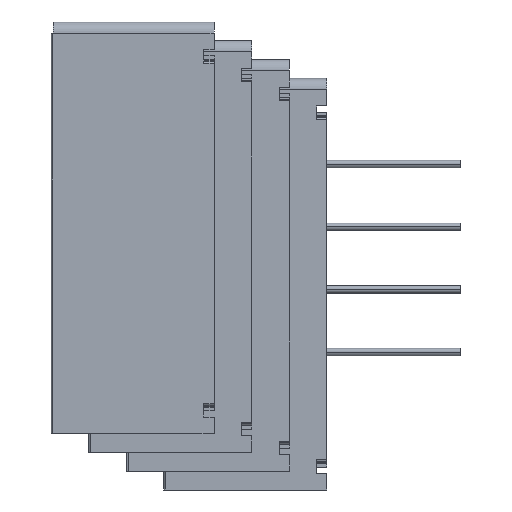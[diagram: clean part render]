
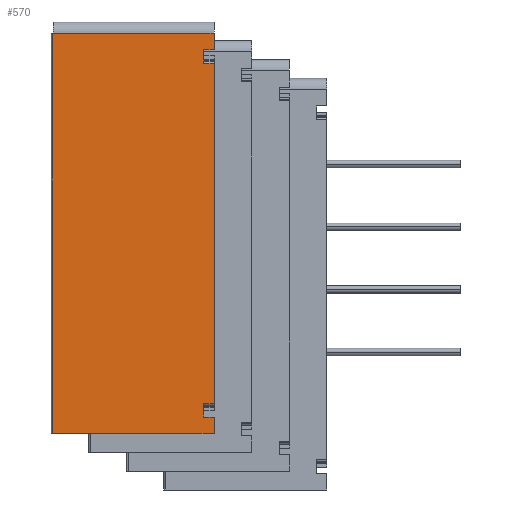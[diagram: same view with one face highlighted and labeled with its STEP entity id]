
A CAD part, left-side view. The second image highlights one B-rep face of the part: STEP entity #570.
In plain terms, the highlighted planar face has unit normal (-1, 0, 0).
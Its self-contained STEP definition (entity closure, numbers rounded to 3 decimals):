
#29 = ORIENTED_EDGE ( 'NONE', *, *, #607, .F. ) ;
#35 = VERTEX_POINT ( 'NONE', #691 ) ;
#111 = EDGE_CURVE ( 'NONE', #35, #393, #1835, .T. ) ;
#121 = CARTESIAN_POINT ( 'NONE',  ( -0.8, 0., -159.8 ) ) ;
#123 = EDGE_CURVE ( 'NONE', #1606, #179, #919, .T. ) ;
#142 = DIRECTION ( 'NONE',  ( 0., 0., 1. ) ) ;
#156 = DIRECTION ( 'NONE',  ( 0., 0., 1. ) ) ;
#172 = LINE ( 'NONE', #1350, #1003 ) ;
#179 = VERTEX_POINT ( 'NONE', #1705 ) ;
#188 = VECTOR ( 'NONE', #986, 1000. ) ;
#198 = LINE ( 'NONE', #1566, #1030 ) ;
#202 = ORIENTED_EDGE ( 'NONE', *, *, #1712, .T. ) ;
#236 = DIRECTION ( 'NONE',  ( 0., 0., -1. ) ) ;
#237 = VERTEX_POINT ( 'NONE', #742 ) ;
#252 = CARTESIAN_POINT ( 'NONE',  ( -0.8, 8., -135.8 ) ) ;
#295 = LINE ( 'NONE', #2030, #351 ) ;
#305 = CARTESIAN_POINT ( 'NONE',  ( -0.8, 128.2, 159.8 ) ) ;
#315 = CARTESIAN_POINT ( 'NONE',  ( -0.8, 128.2, 159.3 ) ) ;
#336 = DIRECTION ( 'NONE',  ( 0., 0., 1. ) ) ;
#350 = DIRECTION ( 'NONE',  ( 0., -1., 0. ) ) ;
#351 = VECTOR ( 'NONE', #842, 1000. ) ;
#376 = FACE_OUTER_BOUND ( 'NONE', #1368, .T. ) ;
#379 = DIRECTION ( 'NONE',  ( 0., 1., 0. ) ) ;
#385 = VECTOR ( 'NONE', #499, 1000. ) ;
#393 = VERTEX_POINT ( 'NONE', #1456 ) ;
#443 = ORIENTED_EDGE ( 'NONE', *, *, #1430, .F. ) ;
#476 = VECTOR ( 'NONE', #1692, 1000. ) ;
#482 = VECTOR ( 'NONE', #236, 1000. ) ;
#490 = ORIENTED_EDGE ( 'NONE', *, *, #1393, .F. ) ;
#492 = DIRECTION ( 'NONE',  ( 0., 0., -1. ) ) ;
#499 = DIRECTION ( 'NONE',  ( 0., 1., 0. ) ) ;
#518 = LINE ( 'NONE', #558, #1523 ) ;
#523 = DIRECTION ( 'NONE',  ( 0., -1., 0. ) ) ;
#528 = CARTESIAN_POINT ( 'NONE',  ( -0.8, 0., 146.6 ) ) ;
#558 = CARTESIAN_POINT ( 'NONE',  ( -0.8, 8., 161. ) ) ;
#570 = ADVANCED_FACE ( 'NONE', ( #376 ), #813, .F. ) ;
#578 = VERTEX_POINT ( 'NONE', #2165 ) ;
#585 = LINE ( 'NONE', #587, #1929 ) ;
#586 = LINE ( 'NONE', #1466, #188 ) ;
#587 = CARTESIAN_POINT ( 'NONE',  ( -0.8, 0., -159.8 ) ) ;
#593 = EDGE_CURVE ( 'NONE', #815, #578, #812, .T. ) ;
#607 = EDGE_CURVE ( 'NONE', #1379, #1054, #763, .T. ) ;
#655 = ORIENTED_EDGE ( 'NONE', *, *, #1427, .F. ) ;
#691 = CARTESIAN_POINT ( 'NONE',  ( -0.8, 128.6, 159.3 ) ) ;
#707 = CARTESIAN_POINT ( 'NONE',  ( -0.8, 8., -146.6 ) ) ;
#718 = CARTESIAN_POINT ( 'NONE',  ( -0.8, 8., 135.8 ) ) ;
#742 = CARTESIAN_POINT ( 'NONE',  ( -0.8, 8., 146.6 ) ) ;
#763 = LINE ( 'NONE', #987, #2063 ) ;
#812 = LINE ( 'NONE', #1159, #1324 ) ;
#813 = PLANE ( 'NONE',  #1330 ) ;
#815 = VERTEX_POINT ( 'NONE', #528 ) ;
#842 = DIRECTION ( 'NONE',  ( 0., 0., -1. ) ) ;
#850 = EDGE_CURVE ( 'NONE', #1054, #1687, #295, .T. ) ;
#889 = ORIENTED_EDGE ( 'NONE', *, *, #111, .T. ) ;
#894 = EDGE_CURVE ( 'NONE', #1230, #1444, #586, .T. ) ;
#896 = CARTESIAN_POINT ( 'NONE',  ( -0.8, 128.6, 160. ) ) ;
#919 = LINE ( 'NONE', #718, #1784 ) ;
#963 = LINE ( 'NONE', #2104, #476 ) ;
#975 = VERTEX_POINT ( 'NONE', #315 ) ;
#981 = CARTESIAN_POINT ( 'NONE',  ( -0.8, 0., 161. ) ) ;
#986 = DIRECTION ( 'NONE',  ( 0., -1., 0. ) ) ;
#987 = CARTESIAN_POINT ( 'NONE',  ( -0.8, 8., -146.6 ) ) ;
#1003 = VECTOR ( 'NONE', #336, 1000. ) ;
#1030 = VECTOR ( 'NONE', #142, 1000. ) ;
#1054 = VERTEX_POINT ( 'NONE', #1122 ) ;
#1122 = CARTESIAN_POINT ( 'NONE',  ( -0.8, 0., -146.6 ) ) ;
#1159 = CARTESIAN_POINT ( 'NONE',  ( -0.8, 0., 161. ) ) ;
#1230 = VERTEX_POINT ( 'NONE', #252 ) ;
#1278 = LINE ( 'NONE', #1502, #385 ) ;
#1290 = ORIENTED_EDGE ( 'NONE', *, *, #1798, .F. ) ;
#1317 = CARTESIAN_POINT ( 'NONE',  ( -0.8, 8., 146.6 ) ) ;
#1320 = VECTOR ( 'NONE', #1323, 1000. ) ;
#1323 = DIRECTION ( 'NONE',  ( 0., -1., 0. ) ) ;
#1324 = VECTOR ( 'NONE', #156, 1000. ) ;
#1326 = DIRECTION ( 'NONE',  ( 0., 0., -1. ) ) ;
#1330 = AXIS2_PLACEMENT_3D ( 'NONE', #981, #1505, #492 ) ;
#1350 = CARTESIAN_POINT ( 'NONE',  ( -0.8, 8., -161. ) ) ;
#1368 = EDGE_LOOP ( 'NONE', ( #889, #490, #1552, #29, #1666, #1700, #443, #1465, #1290, #202, #1538, #655, #1392, #1395 ) ) ;
#1379 = VERTEX_POINT ( 'NONE', #707 ) ;
#1392 = ORIENTED_EDGE ( 'NONE', *, *, #1957, .F. ) ;
#1393 = EDGE_CURVE ( 'NONE', #1687, #393, #585, .T. ) ;
#1395 = ORIENTED_EDGE ( 'NONE', *, *, #2079, .T. ) ;
#1423 = CARTESIAN_POINT ( 'NONE',  ( -0.8, 8., 135.8 ) ) ;
#1427 = EDGE_CURVE ( 'NONE', #2051, #578, #1778, .T. ) ;
#1430 = EDGE_CURVE ( 'NONE', #179, #1444, #963, .T. ) ;
#1444 = VERTEX_POINT ( 'NONE', #2064 ) ;
#1456 = CARTESIAN_POINT ( 'NONE',  ( -0.8, 128.6, -159.8 ) ) ;
#1465 = ORIENTED_EDGE ( 'NONE', *, *, #123, .F. ) ;
#1466 = CARTESIAN_POINT ( 'NONE',  ( -0.8, 8., -135.8 ) ) ;
#1502 = CARTESIAN_POINT ( 'NONE',  ( -0.8, 0., 159.3 ) ) ;
#1505 = DIRECTION ( 'NONE',  ( 1., 0., 0. ) ) ;
#1523 = VECTOR ( 'NONE', #1326, 1000. ) ;
#1538 = ORIENTED_EDGE ( 'NONE', *, *, #593, .T. ) ;
#1552 = ORIENTED_EDGE ( 'NONE', *, *, #850, .F. ) ;
#1566 = CARTESIAN_POINT ( 'NONE',  ( -0.8, 128.2, 159.8 ) ) ;
#1606 = VERTEX_POINT ( 'NONE', #1423 ) ;
#1666 = ORIENTED_EDGE ( 'NONE', *, *, #1761, .T. ) ;
#1680 = DIRECTION ( 'NONE',  ( 0., -1., 0. ) ) ;
#1687 = VERTEX_POINT ( 'NONE', #121 ) ;
#1689 = LINE ( 'NONE', #1317, #2074 ) ;
#1692 = DIRECTION ( 'NONE',  ( 0., 0., -1. ) ) ;
#1700 = ORIENTED_EDGE ( 'NONE', *, *, #894, .T. ) ;
#1705 = CARTESIAN_POINT ( 'NONE',  ( -0.8, 0., 135.8 ) ) ;
#1712 = EDGE_CURVE ( 'NONE', #237, #815, #1689, .T. ) ;
#1761 = EDGE_CURVE ( 'NONE', #1379, #1230, #172, .T. ) ;
#1778 = LINE ( 'NONE', #2002, #1320 ) ;
#1784 = VECTOR ( 'NONE', #350, 1000. ) ;
#1798 = EDGE_CURVE ( 'NONE', #237, #1606, #518, .T. ) ;
#1835 = LINE ( 'NONE', #896, #482 ) ;
#1929 = VECTOR ( 'NONE', #379, 1000. ) ;
#1957 = EDGE_CURVE ( 'NONE', #975, #2051, #198, .T. ) ;
#2002 = CARTESIAN_POINT ( 'NONE',  ( -0.8, 0., 159.8 ) ) ;
#2030 = CARTESIAN_POINT ( 'NONE',  ( -0.8, 0., -161. ) ) ;
#2051 = VERTEX_POINT ( 'NONE', #305 ) ;
#2063 = VECTOR ( 'NONE', #1680, 1000. ) ;
#2064 = CARTESIAN_POINT ( 'NONE',  ( -0.8, 0., -135.8 ) ) ;
#2074 = VECTOR ( 'NONE', #523, 1000. ) ;
#2079 = EDGE_CURVE ( 'NONE', #975, #35, #1278, .T. ) ;
#2104 = CARTESIAN_POINT ( 'NONE',  ( -0.8, 0., 161. ) ) ;
#2165 = CARTESIAN_POINT ( 'NONE',  ( -0.8, 0., 159.8 ) ) ;
